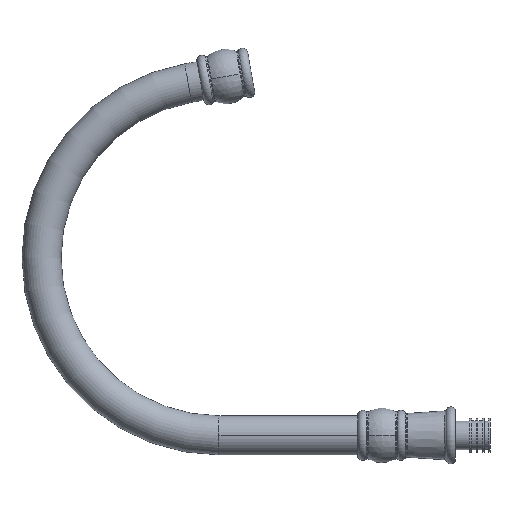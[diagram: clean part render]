
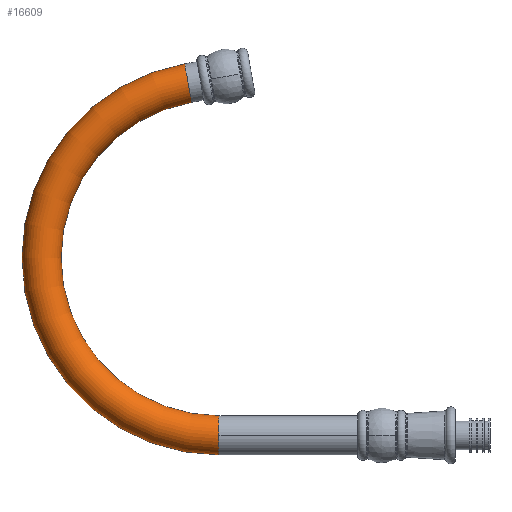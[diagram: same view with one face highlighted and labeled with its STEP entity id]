
A CAD part, left-side view. The second image highlights one B-rep face of the part: STEP entity #16609.
In plain terms, the highlighted toroidal (fillet/blend) face has major radius 100 mm and minor radius 11 mm.
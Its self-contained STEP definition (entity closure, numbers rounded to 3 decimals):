
#164 = CIRCLE ( 'NONE', #10213, 11. ) ;
#238 = ORIENTED_EDGE ( 'NONE', *, *, #761, .F. ) ;
#761 = EDGE_CURVE ( 'NONE', #5285, #6268, #15949, .T. ) ;
#813 = VERTEX_POINT ( 'NONE', #12205 ) ;
#1416 = ORIENTED_EDGE ( 'NONE', *, *, #4708, .T. ) ;
#1420 = DIRECTION ( 'NONE',  ( -1., 0., 0. ) ) ;
#1466 = DIRECTION ( 'NONE',  ( -1., 0., 0. ) ) ;
#2864 = CARTESIAN_POINT ( 'NONE',  ( 198.481, 97.365, 0. ) ) ;
#2952 = DIRECTION ( 'NONE',  ( 0.174, -0.985, 0. ) ) ;
#4016 = FACE_OUTER_BOUND ( 'NONE', #4202, .T. ) ;
#4103 = ORIENTED_EDGE ( 'NONE', *, *, #9564, .T. ) ;
#4202 = EDGE_LOOP ( 'NONE', ( #238, #1416, #17558, #4103, #17495 ) ) ;
#4438 = CARTESIAN_POINT ( 'NONE',  ( 100., 80., 0. ) ) ;
#4557 = DIRECTION ( 'NONE',  ( 0., 0., -1. ) ) ;
#4708 = EDGE_CURVE ( 'NONE', #5285, #813, #164, .T. ) ;
#4713 = CIRCLE ( 'NONE', #7873, 89. ) ;
#5246 = AXIS2_PLACEMENT_3D ( 'NONE', #13983, #12981, #10201 ) ;
#5285 = VERTEX_POINT ( 'NONE', #5364 ) ;
#5364 = CARTESIAN_POINT ( 'NONE',  ( -11., 80., 0. ) ) ;
#5682 = DIRECTION ( 'NONE',  ( 0., 0., -1. ) ) ;
#5749 = TOROIDAL_SURFACE ( 'NONE', #6899, 100., 11. ) ;
#6265 = CARTESIAN_POINT ( 'NONE',  ( 100., 80., 0. ) ) ;
#6268 = VERTEX_POINT ( 'NONE', #7329 ) ;
#6828 = DIRECTION ( 'NONE',  ( 0., 0., 1. ) ) ;
#6899 = AXIS2_PLACEMENT_3D ( 'NONE', #8248, #16610, #1420 ) ;
#7329 = CARTESIAN_POINT ( 'NONE',  ( 209.314, 99.275, 0. ) ) ;
#7330 = AXIS2_PLACEMENT_3D ( 'NONE', #6265, #4557, #10043 ) ;
#7873 = AXIS2_PLACEMENT_3D ( 'NONE', #4438, #5682, #1466 ) ;
#8248 = CARTESIAN_POINT ( 'NONE',  ( 100., 80., 0. ) ) ;
#8263 = CARTESIAN_POINT ( 'NONE',  ( 0., 80., 0. ) ) ;
#9564 = EDGE_CURVE ( 'NONE', #11980, #16616, #4713, .T. ) ;
#10012 = EDGE_CURVE ( 'NONE', #6268, #16616, #10481, .T. ) ;
#10043 = DIRECTION ( 'NONE',  ( -1., 0., 0. ) ) ;
#10201 = DIRECTION ( 'NONE',  ( 0., 0., 1. ) ) ;
#10213 = AXIS2_PLACEMENT_3D ( 'NONE', #8263, #15110, #6828 ) ;
#10481 = CIRCLE ( 'NONE', #10755, 11. ) ;
#10755 = AXIS2_PLACEMENT_3D ( 'NONE', #2864, #2952, #11152 ) ;
#11152 = DIRECTION ( 'NONE',  ( 0., 0., 1. ) ) ;
#11759 = EDGE_CURVE ( 'NONE', #813, #11980, #13010, .T. ) ;
#11980 = VERTEX_POINT ( 'NONE', #17286 ) ;
#12205 = CARTESIAN_POINT ( 'NONE',  ( 0., 80., 11. ) ) ;
#12981 = DIRECTION ( 'NONE',  ( 0., 1., 0. ) ) ;
#13010 = CIRCLE ( 'NONE', #5246, 11. ) ;
#13823 = CARTESIAN_POINT ( 'NONE',  ( 187.648, 95.455, 0. ) ) ;
#13983 = CARTESIAN_POINT ( 'NONE',  ( 0., 80., 0. ) ) ;
#15110 = DIRECTION ( 'NONE',  ( 0., 1., 0. ) ) ;
#15949 = CIRCLE ( 'NONE', #7330, 111. ) ;
#16609 = ADVANCED_FACE ( 'NONE', ( #4016 ), #5749, .T. ) ;
#16610 = DIRECTION ( 'NONE',  ( 0., 0., -1. ) ) ;
#16616 = VERTEX_POINT ( 'NONE', #13823 ) ;
#17286 = CARTESIAN_POINT ( 'NONE',  ( 11., 80., 0. ) ) ;
#17495 = ORIENTED_EDGE ( 'NONE', *, *, #10012, .F. ) ;
#17558 = ORIENTED_EDGE ( 'NONE', *, *, #11759, .T. ) ;
